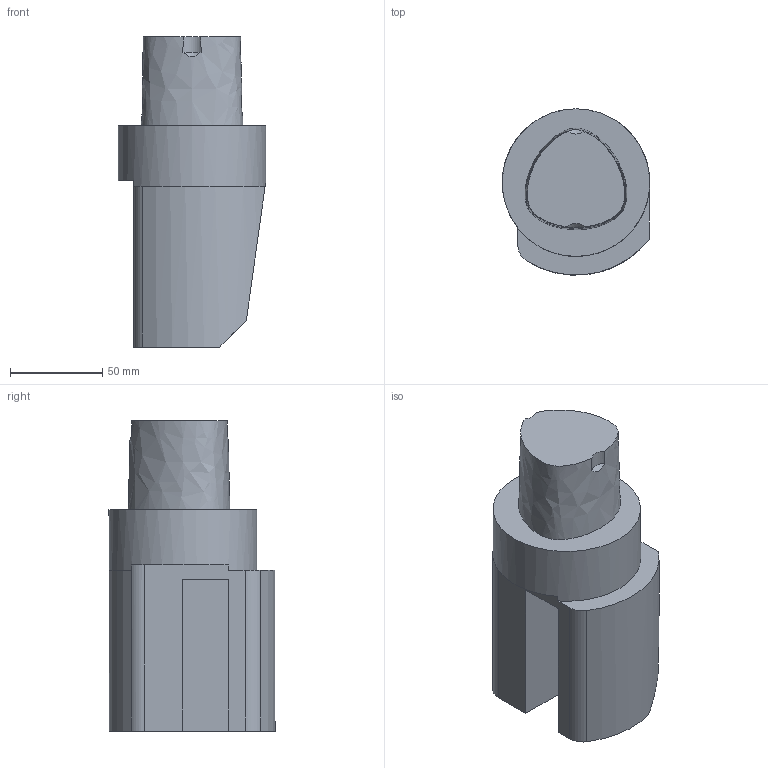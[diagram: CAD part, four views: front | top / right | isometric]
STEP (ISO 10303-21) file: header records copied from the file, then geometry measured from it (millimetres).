
FILE_DESCRIPTION((''),'1');
FILE_NAME('C8-180-BH25R-32120.stp','2023-10-27T00:21:20',(''),(''),'Spatial Interop R21 SP3','Kubotek KeyCreator 2011 V10.0.2 (22737)',' ');
FILE_SCHEMA(('automotive_design'));
Length unit declared in the file: millimetre
Products named in the file (1): 240[2]
Bounding box: 79.98 x 89.94 x 168 mm (x, y, z)
Volume: 671264.7 mm3; surface area: 54072.7 mm2
Topology: 1 solids, 1 shells, 23 faces, 61 edges, 41 vertices
Faces by surface type: plane 13, cylinder 7, cone 2, bspline 1
Full cylindrical faces by diameter (mm): 79.985 x1
Entity records: 2454 total; most frequent: CARTESIAN_POINT 1294, ORIENTED_EDGE 118, DIRECTION 115, PRESENTATION_STYLE_ASSIGNMENT 107, COLOUR_RGB 107, STYLED_ITEM 83, CURVE_STYLE 83, DRAUGHTING_PRE_DEFINED_CURVE_FONT 83
